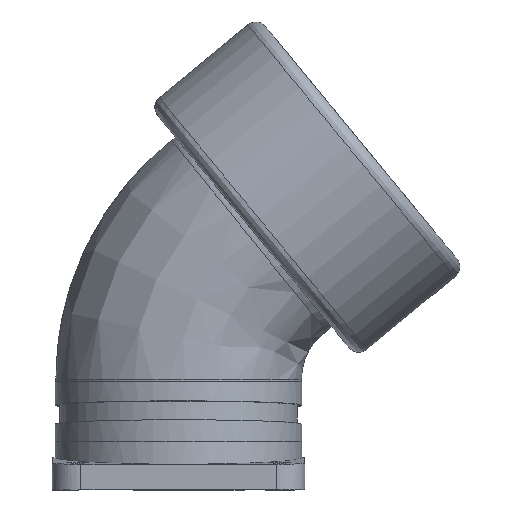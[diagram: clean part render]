
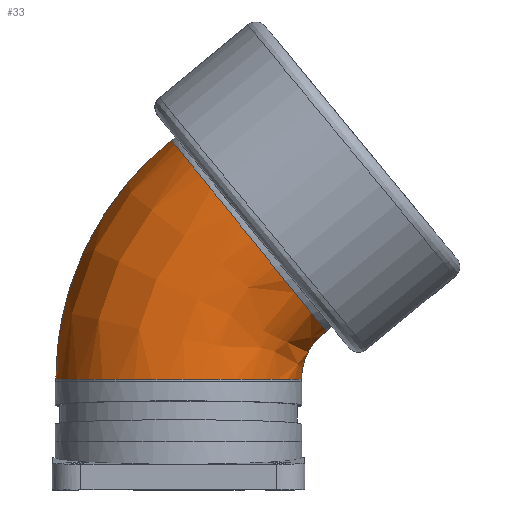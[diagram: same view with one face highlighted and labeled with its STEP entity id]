
A CAD part, front view. The second image highlights one B-rep face of the part: STEP entity #33.
In plain terms, the highlighted free-form (B-spline) face has degree [3, 2] with [7, 5] control points.
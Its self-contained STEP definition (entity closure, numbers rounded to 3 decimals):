
#33=ADVANCED_FACE('',(#134),#1667,.T.);
#134=FACE_OUTER_BOUND('',#239,.T.);
#239=EDGE_LOOP('',(#386,#387,#388,#389));
#386=ORIENTED_EDGE('',*,*,#918,.F.);
#387=ORIENTED_EDGE('',*,*,#919,.T.);
#388=ORIENTED_EDGE('',*,*,#920,.T.);
#389=ORIENTED_EDGE('',*,*,#923,.F.);
#918=EDGE_CURVE('',#1469,#1471,#1344,.T.);
#919=EDGE_CURVE('',#1469,#1470,#1345,.T.);
#920=EDGE_CURVE('',#1470,#1472,#1346,.T.);
#923=EDGE_CURVE('',#1471,#1472,#1349,.T.);
#1344=(
BOUNDED_CURVE()
B_SPLINE_CURVE(2,(#3345,#3346,#3347,#3348,#3349),.UNSPECIFIED.,.F.,.F.)
B_SPLINE_CURVE_WITH_KNOTS((3,2,3),(0.,30.611,61.223),
 .UNSPECIFIED.)
CURVE()
GEOMETRIC_REPRESENTATION_ITEM()
RATIONAL_B_SPLINE_CURVE((1.,0.707,1.,0.707,1.))
REPRESENTATION_ITEM('')
);
#1345=(
BOUNDED_CURVE()
B_SPLINE_CURVE(3,(#3350,#3351,#3352,#3353,#3354,#3355,#3356,#3357,#3358,
#3359,#3360,#3361,#3362),.UNSPECIFIED.,.F.,.F.)
B_SPLINE_CURVE_WITH_KNOTS((4,3,3,3,4),(0.,6.461,13.095,
19.728,26.19),.UNSPECIFIED.)
CURVE()
GEOMETRIC_REPRESENTATION_ITEM()
RATIONAL_B_SPLINE_CURVE((1.,1.,1.,1.,1.,1.,1.,1.,1.,1.,1.,1.,1.))
REPRESENTATION_ITEM('')
);
#1346=(
BOUNDED_CURVE()
B_SPLINE_CURVE(2,(#3363,#3364,#3365,#3366,#3367),.UNSPECIFIED.,.F.,.F.)
B_SPLINE_CURVE_WITH_KNOTS((3,2,3),(0.,30.612,61.223),
 .UNSPECIFIED.)
CURVE()
GEOMETRIC_REPRESENTATION_ITEM()
RATIONAL_B_SPLINE_CURVE((1.,0.707,1.,0.707,1.))
REPRESENTATION_ITEM('')
);
#1349=(
BOUNDED_CURVE()
B_SPLINE_CURVE(3,(#3375,#3376,#3377,#3378,#3379,#3380,#3381,#3382,#3383,
#3384,#3385,#3386,#3387),.UNSPECIFIED.,.F.,.F.)
B_SPLINE_CURVE_WITH_KNOTS((4,3,3,3,4),(0.,6.461,13.095,
19.728,26.19),.UNSPECIFIED.)
CURVE()
GEOMETRIC_REPRESENTATION_ITEM()
RATIONAL_B_SPLINE_CURVE((1.,1.,1.,1.,1.,1.,1.,1.,1.,1.,1.,1.,1.))
REPRESENTATION_ITEM('')
);
#1469=VERTEX_POINT('',#3095);
#1470=VERTEX_POINT('',#3096);
#1471=VERTEX_POINT('',#3097);
#1472=VERTEX_POINT('',#3098);
#1667=(
BOUNDED_SURFACE()
B_SPLINE_SURFACE(3,2,((#2058,#2059,#2060,#2061,#2062),(#2063,#2064,#2065,
#2066,#2067),(#2068,#2069,#2070,#2071,#2072),(#2073,#2074,#2075,#2076,#2077),
(#2078,#2079,#2080,#2081,#2082),(#2083,#2084,#2085,#2086,#2087),(#2088,
#2089,#2090,#2091,#2092)),.UNSPECIFIED.,.F.,.F.,.F.)
B_SPLINE_SURFACE_WITH_KNOTS((4,1,1,1,4),(3,2,3),(0.,6.461,13.095,
19.728,26.19),(0.,30.612,61.223),
 .UNSPECIFIED.)
GEOMETRIC_REPRESENTATION_ITEM()
RATIONAL_B_SPLINE_SURFACE(((1.,0.707,1.,0.707,1.),
(1.,0.707,1.,0.707,1.),(1.,0.707,1.,
0.707,1.),(1.,0.707,1.,0.707,1.),(1.,
0.707,1.,0.707,1.),
(1.,0.707,1.,0.707,1.),(1.,0.707,1.,
0.707,1.)))
REPRESENTATION_ITEM('')
SURFACE()
);
#2058=CARTESIAN_POINT('',(65.097,76.192,82.959));
#2059=CARTESIAN_POINT('',(65.097,56.704,82.959));
#2060=CARTESIAN_POINT('',(45.609,56.704,82.959));
#2061=CARTESIAN_POINT('',(26.121,56.704,82.959));
#2062=CARTESIAN_POINT('',(26.121,76.192,82.959));
#2063=CARTESIAN_POINT('',(65.097,76.192,83.687));
#2064=CARTESIAN_POINT('',(65.097,56.704,83.687));
#2065=CARTESIAN_POINT('',(45.609,56.704,85.113));
#2066=CARTESIAN_POINT('',(26.121,56.704,86.539));
#2067=CARTESIAN_POINT('',(26.121,76.192,86.539));
#2068=CARTESIAN_POINT('',(65.271,76.192,85.159));
#2069=CARTESIAN_POINT('',(65.271,56.704,85.159));
#2070=CARTESIAN_POINT('',(46.102,56.704,89.478));
#2071=CARTESIAN_POINT('',(26.932,56.704,93.796));
#2072=CARTESIAN_POINT('',(26.932,76.192,93.796));
#2073=CARTESIAN_POINT('',(66.048,76.192,87.252));
#2074=CARTESIAN_POINT('',(66.048,56.704,87.252));
#2075=CARTESIAN_POINT('',(48.309,56.704,95.719));
#2076=CARTESIAN_POINT('',(30.571,56.704,104.185));
#2077=CARTESIAN_POINT('',(30.571,76.192,104.185));
#2078=CARTESIAN_POINT('',(67.301,76.192,89.101));
#2079=CARTESIAN_POINT('',(67.301,56.704,89.101));
#2080=CARTESIAN_POINT('',(51.886,56.704,101.289));
#2081=CARTESIAN_POINT('',(36.471,56.704,113.478));
#2082=CARTESIAN_POINT('',(36.471,76.192,113.478));
#2083=CARTESIAN_POINT('',(68.4,76.192,90.098));
#2084=CARTESIAN_POINT('',(68.4,56.704,90.098));
#2085=CARTESIAN_POINT('',(55.032,56.704,104.355));
#2086=CARTESIAN_POINT('',(41.664,56.704,118.611));
#2087=CARTESIAN_POINT('',(41.664,76.192,118.611));
#2088=CARTESIAN_POINT('',(68.993,76.192,90.521));
#2089=CARTESIAN_POINT('',(68.993,56.704,90.521));
#2090=CARTESIAN_POINT('',(56.734,56.704,105.675));
#2091=CARTESIAN_POINT('',(44.475,56.704,120.829));
#2092=CARTESIAN_POINT('',(44.475,76.192,120.829));
#3095=CARTESIAN_POINT('',(65.097,76.192,82.959));
#3096=CARTESIAN_POINT('',(68.993,76.192,90.521));
#3097=CARTESIAN_POINT('',(26.121,76.192,82.959));
#3098=CARTESIAN_POINT('',(44.475,76.192,120.829));
#3345=CARTESIAN_POINT('',(65.097,76.192,82.959));
#3346=CARTESIAN_POINT('',(65.097,56.704,82.959));
#3347=CARTESIAN_POINT('',(45.609,56.704,82.959));
#3348=CARTESIAN_POINT('',(26.121,56.704,82.959));
#3349=CARTESIAN_POINT('',(26.121,76.192,82.959));
#3350=CARTESIAN_POINT('',(65.097,76.192,82.959));
#3351=CARTESIAN_POINT('',(65.097,76.192,83.687));
#3352=CARTESIAN_POINT('',(65.183,76.192,84.413));
#3353=CARTESIAN_POINT('',(65.352,76.192,85.12));
#3354=CARTESIAN_POINT('',(65.525,76.192,85.845));
#3355=CARTESIAN_POINT('',(65.786,76.192,86.549));
#3356=CARTESIAN_POINT('',(66.128,76.192,87.211));
#3357=CARTESIAN_POINT('',(66.469,76.192,87.874));
#3358=CARTESIAN_POINT('',(66.891,76.192,88.495));
#3359=CARTESIAN_POINT('',(67.38,76.192,89.058));
#3360=CARTESIAN_POINT('',(67.858,76.192,89.606));
#3361=CARTESIAN_POINT('',(68.4,76.192,90.098));
#3362=CARTESIAN_POINT('',(68.993,76.192,90.521));
#3363=CARTESIAN_POINT('',(68.993,76.192,90.521));
#3364=CARTESIAN_POINT('',(68.993,56.704,90.521));
#3365=CARTESIAN_POINT('',(56.734,56.704,105.675));
#3366=CARTESIAN_POINT('',(44.475,56.704,120.829));
#3367=CARTESIAN_POINT('',(44.475,76.192,120.829));
#3375=CARTESIAN_POINT('',(26.121,76.192,82.959));
#3376=CARTESIAN_POINT('',(26.121,76.192,86.539));
#3377=CARTESIAN_POINT('',(26.521,76.192,90.12));
#3378=CARTESIAN_POINT('',(27.312,76.192,93.613));
#3379=CARTESIAN_POINT('',(28.124,76.192,97.199));
#3380=CARTESIAN_POINT('',(29.348,76.192,100.692));
#3381=CARTESIAN_POINT('',(30.951,76.192,104.));
#3382=CARTESIAN_POINT('',(32.555,76.192,107.309));
#3383=CARTESIAN_POINT('',(34.539,76.192,110.434));
#3384=CARTESIAN_POINT('',(36.85,76.192,113.293));
#3385=CARTESIAN_POINT('',(39.102,76.192,116.078));
#3386=CARTESIAN_POINT('',(41.664,76.192,118.611));
#3387=CARTESIAN_POINT('',(44.475,76.192,120.829));
